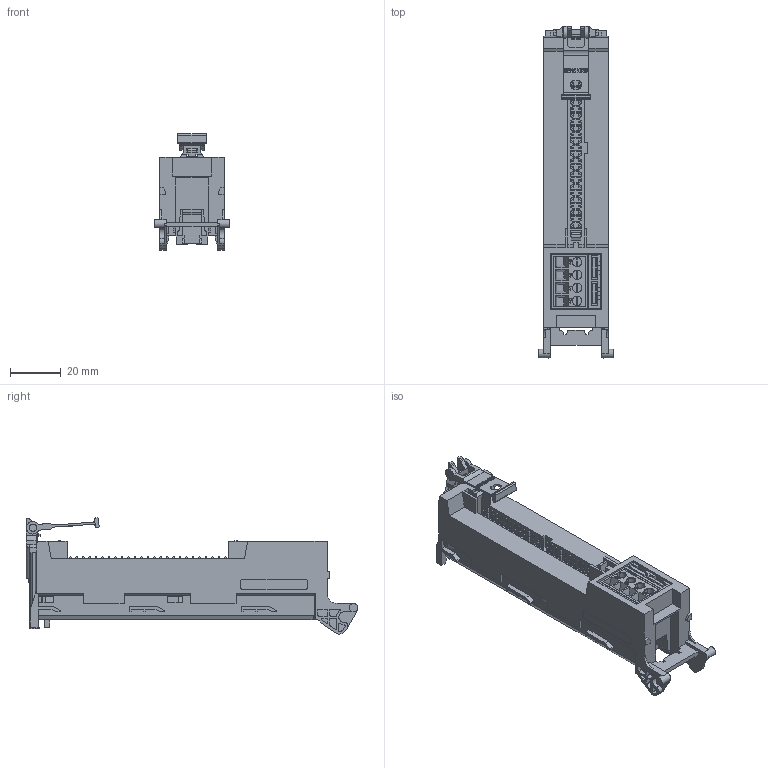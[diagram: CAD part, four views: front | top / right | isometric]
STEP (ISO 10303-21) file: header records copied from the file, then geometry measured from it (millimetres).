
FILE_DESCRIPTION(/* description */ (''),/* implementation_level */ '2;1');
FILE_NAME(/* name */ '6es79215cb200aa0_001_3d.stp',/* time_stamp */ '2012-09-16T21:08:32+02:00',/* author */ ('Z. Bartfai'),/* organization */ ('SIEMENS AG'),/* preprocessor_version */ 'ST-DEVELOPER v11',/* originating_system */ 'SIEMENS PLM Software NX 7.5',/* authorisation */ '');
FILE_SCHEMA (('AUTOMOTIVE_DESIGN { 1 0 10303 214 1 1 1 1 }'));
Products named in the file (5): A5E31196249A_001; A5E31193852A_001; A5E30970525A_001; A5E30970524A_001; A5E30970528A_001
Assembly tree (4 placements, depth 2):
  A5E30970528A_001
    A5E30970524A_001
    A5E30970525A_001
    A5E31193852A_001
    A5E31196249A_001
Bounding box: 29.8 x 130.45 x 45.7 mm (x, y, z)
Volume: 55525.4 mm3; surface area: 38418.5 mm2
Topology: 137 solids, 139 shells, 2806 faces, 7151 edges, 4692 vertices
Faces by surface type: plane 2433, cylinder 308, extrusion 65
Full cylindrical faces by diameter (mm): 2.754 x2, 2.867 x2, 2.884 x2, 3.7 x2, 3.999 x4, 5 x1
Entity records: 86884 total; most frequent: CARTESIAN_POINT 18380, ORIENTED_EDGE 14242, DIRECTION 12925, EDGE_CURVE 7121, VECTOR 6109, LINE 6044, VERTEX_POINT 4685, AXIS2_PLACEMENT_3D 3408
